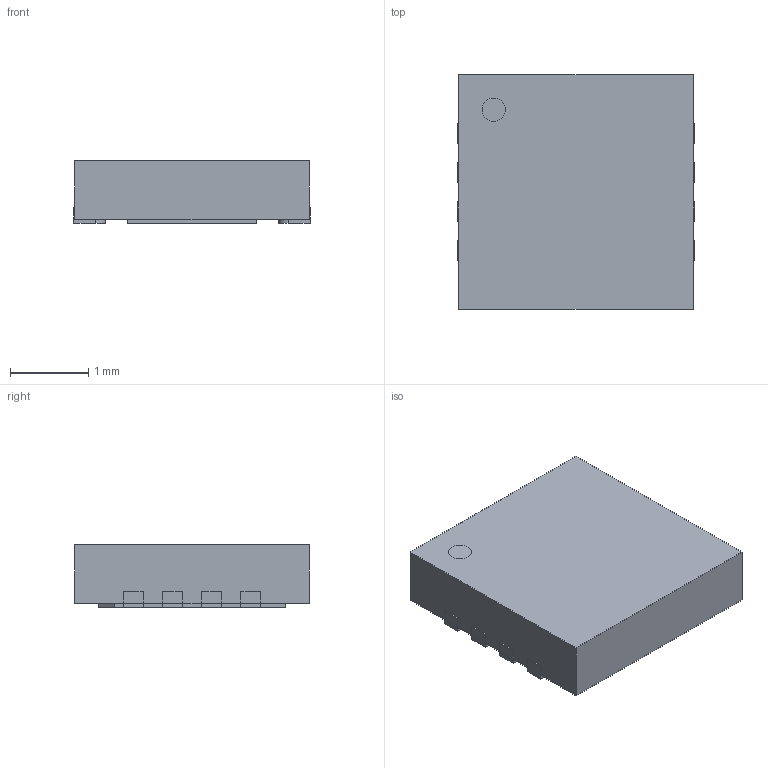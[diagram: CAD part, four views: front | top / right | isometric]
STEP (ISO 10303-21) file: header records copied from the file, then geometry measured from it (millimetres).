
FILE_DESCRIPTION(('FreeCAD Model'),'2;1');
FILE_NAME('DFN-8-1EP_3x3mm_Pitch0.5mm.step' ,'2016-03-21T16:56:21',('Author'),(''), 'Open CASCADE STEP processor 6.8','FreeCAD','Unknown');
FILE_SCHEMA(('AUTOMOTIVE_DESIGN_CC2 { 1 2 10303 214 -1 1 5 4 }'));
Length unit declared in the file: millimetre
Products named in the file (11): User_Library-DFN-8; User_Library-DFN-013; User_Library-DFN-014; User_Library-DFN-015; User_Library-DFN-016; User_Library-DFN-017; User_Library-DFN-018; User_Library-DFN-011; User_Library-DFN-012; User_Library-DFN-009; User_Library-DFN-010
Bounding box: 3.02 x 3 x 0.8 mm (x, y, z)
Surface area: 40 mm2
Topology: 11 solids, 11 shells, 72 faces, 147 edges, 98 vertices
Faces by surface type: plane 56, cylinder 16
Entity records: 5864 total; most frequent: CARTESIAN_POINT 2256, DIRECTION 537, LINE 313, VECTOR 313, ORIENTED_EDGE 294, PCURVE 294, DEFINITIONAL_REPRESENTATION 294, EDGE_CURVE 147
